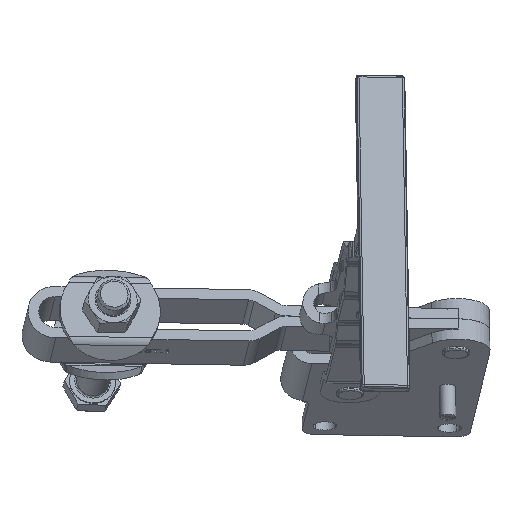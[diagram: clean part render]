
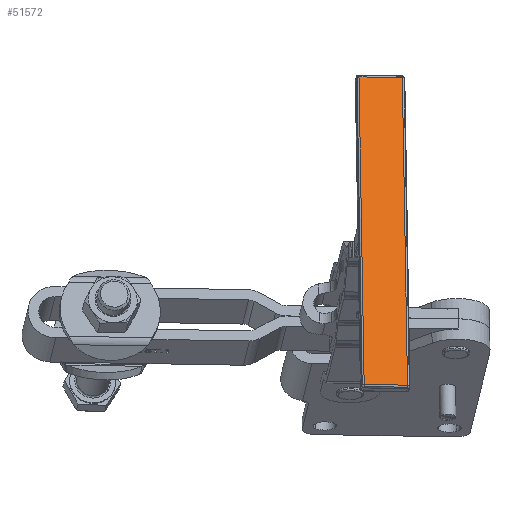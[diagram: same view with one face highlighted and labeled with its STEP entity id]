
A CAD part, top view. The second image highlights one B-rep face of the part: STEP entity #51572.
In plain terms, the highlighted planar face has unit normal (0.09, 0.354, 0.931).
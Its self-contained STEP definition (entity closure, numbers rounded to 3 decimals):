
#791=CARTESIAN_POINT('',(-70.606,-51.273,223.079));
#792=VERTEX_POINT('',#791);
#800=CARTESIAN_POINT('',(-86.54,-50.999,224.511));
#801=VERTEX_POINT('',#800);
#802=CARTESIAN_POINT('',(-70.606,-51.273,223.079));
#803=DIRECTION('',(-0.996,0.017,0.089));
#804=VECTOR('',#803,16.);
#805=LINE('',#802,#804);
#806=EDGE_CURVE('',#792,#801,#805,.T.);
#840=CARTESIAN_POINT('',(-88.445,62.127,181.616));
#841=VERTEX_POINT('',#840);
#842=CARTESIAN_POINT('',(-86.54,-50.999,224.511));
#843=DIRECTION('',(-0.016,0.935,-0.355));
#844=VECTOR('',#843,121.0);
#845=LINE('',#842,#844);
#846=EDGE_CURVE('',#801,#841,#845,.T.);
#915=CARTESIAN_POINT('',(-72.511,61.852,180.184));
#916=VERTEX_POINT('',#915);
#924=CARTESIAN_POINT('',(-72.511,61.852,180.184));
#925=DIRECTION('',(0.016,-0.935,0.355));
#926=VECTOR('',#925,121.);
#927=LINE('',#924,#926);
#928=EDGE_CURVE('',#916,#792,#927,.T.);
#962=CARTESIAN_POINT('',(-88.445,62.127,181.616));
#963=DIRECTION('',(0.996,-0.017,-0.089));
#964=VECTOR('',#963,16.);
#965=LINE('',#962,#964);
#966=EDGE_CURVE('',#841,#916,#965,.T.);
#51561=CARTESIAN_POINT('',(-79.525,5.427,202.348));
#51562=DIRECTION('',(0.09,0.354,0.931));
#51563=DIRECTION('',(0.016,-0.935,0.355));
#51564=AXIS2_PLACEMENT_3D('',#51561,#51562,#51563);
#51565=PLANE('',#51564);
#51566=ORIENTED_EDGE('',*,*,#806,.F.);
#51567=ORIENTED_EDGE('',*,*,#928,.F.);
#51568=ORIENTED_EDGE('',*,*,#966,.F.);
#51569=ORIENTED_EDGE('',*,*,#846,.F.);
#51570=EDGE_LOOP('',(#51566,#51567,#51568,#51569));
#51571=FACE_OUTER_BOUND('',#51570,.T.);
#51572=ADVANCED_FACE('',(#51571),#51565,.T.);
